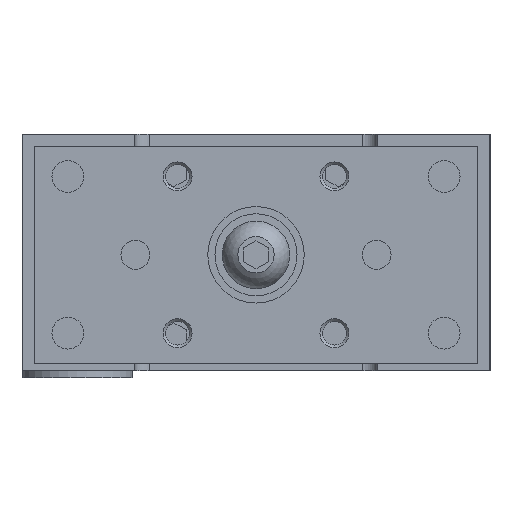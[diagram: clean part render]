
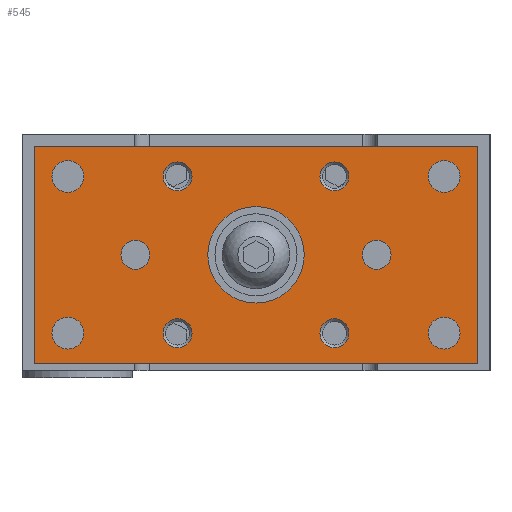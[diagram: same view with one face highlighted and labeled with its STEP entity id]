
A CAD part, left-side view. The second image highlights one B-rep face of the part: STEP entity #545.
In plain terms, the highlighted planar face has unit normal (-1, 0, 0).
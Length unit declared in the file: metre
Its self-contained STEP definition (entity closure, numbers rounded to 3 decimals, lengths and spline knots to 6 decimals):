
#545 = ADVANCED_FACE( '', ( #1411, #1412, #1413, #1414, #1415, #1416, #1417, #1418, #1419, #1420, #1421, #1422 ), #1423, .T. );
#1411 = FACE_OUTER_BOUND( '', #2793, .T. );
#1412 = FACE_BOUND( '', #2794, .T. );
#1413 = FACE_BOUND( '', #2795, .T. );
#1414 = FACE_BOUND( '', #2796, .T. );
#1415 = FACE_BOUND( '', #2797, .T. );
#1416 = FACE_BOUND( '', #2798, .T. );
#1417 = FACE_BOUND( '', #2799, .T. );
#1418 = FACE_BOUND( '', #2800, .T. );
#1419 = FACE_BOUND( '', #2801, .T. );
#1420 = FACE_BOUND( '', #2802, .T. );
#1421 = FACE_BOUND( '', #2803, .T. );
#1422 = FACE_BOUND( '', #2804, .T. );
#1423 = PLANE( '', #2805 );
#2793 = EDGE_LOOP( '', ( #4443, #4444, #4445, #4446 ) );
#2794 = EDGE_LOOP( '', ( #4447 ) );
#2795 = EDGE_LOOP( '', ( #4448 ) );
#2796 = EDGE_LOOP( '', ( #4449 ) );
#2797 = EDGE_LOOP( '', ( #4450 ) );
#2798 = EDGE_LOOP( '', ( #4451 ) );
#2799 = EDGE_LOOP( '', ( #4452 ) );
#2800 = EDGE_LOOP( '', ( #4453 ) );
#2801 = EDGE_LOOP( '', ( #4454 ) );
#2802 = EDGE_LOOP( '', ( #4455 ) );
#2803 = EDGE_LOOP( '', ( #4456 ) );
#2804 = EDGE_LOOP( '', ( #4457 ) );
#2805 = AXIS2_PLACEMENT_3D( '', #4458, #4459, #4460 );
#4443 = ORIENTED_EDGE( '', *, *, #6880, .T. );
#4444 = ORIENTED_EDGE( '', *, *, #6881, .T. );
#4445 = ORIENTED_EDGE( '', *, *, #6882, .T. );
#4446 = ORIENTED_EDGE( '', *, *, #6883, .T. );
#4447 = ORIENTED_EDGE( '', *, *, #6884, .T. );
#4448 = ORIENTED_EDGE( '', *, *, #6885, .F. );
#4449 = ORIENTED_EDGE( '', *, *, #6886, .F. );
#4450 = ORIENTED_EDGE( '', *, *, #6887, .T. );
#4451 = ORIENTED_EDGE( '', *, *, #6644, .T. );
#4452 = ORIENTED_EDGE( '', *, *, #6888, .F. );
#4453 = ORIENTED_EDGE( '', *, *, #6889, .T. );
#4454 = ORIENTED_EDGE( '', *, *, #6623, .F. );
#4455 = ORIENTED_EDGE( '', *, *, #6890, .F. );
#4456 = ORIENTED_EDGE( '', *, *, #6891, .T. );
#4457 = ORIENTED_EDGE( '', *, *, #6669, .T. );
#4458 = CARTESIAN_POINT( '', ( -0.019, -0.046, -0.0025 ) );
#4459 = DIRECTION( '', ( -1., 0., 0. ) );
#4460 = DIRECTION( '', ( 0., 0., 1. ) );
#6623 = EDGE_CURVE( '', #7647, #7647, #7648, .T. );
#6644 = EDGE_CURVE( '', #7681, #7681, #7682, .T. );
#6669 = EDGE_CURVE( '', #7722, #7722, #7723, .T. );
#6880 = EDGE_CURVE( '', #8073, #8074, #8075, .T. );
#6881 = EDGE_CURVE( '', #8074, #8076, #8077, .T. );
#6882 = EDGE_CURVE( '', #8076, #8078, #8079, .T. );
#6883 = EDGE_CURVE( '', #8078, #8073, #8080, .T. );
#6884 = EDGE_CURVE( '', #8081, #8081, #8082, .T. );
#6885 = EDGE_CURVE( '', #8083, #8083, #8084, .T. );
#6886 = EDGE_CURVE( '', #8085, #8085, #8086, .T. );
#6887 = EDGE_CURVE( '', #8087, #8087, #8088, .T. );
#6888 = EDGE_CURVE( '', #8089, #8089, #8090, .T. );
#6889 = EDGE_CURVE( '', #8091, #8091, #8092, .T. );
#6890 = EDGE_CURVE( '', #8093, #8093, #8094, .T. );
#6891 = EDGE_CURVE( '', #8095, #8095, #8096, .T. );
#7647 = VERTEX_POINT( '', #9159 );
#7648 = CIRCLE( '', #9160, 0.003 );
#7681 = VERTEX_POINT( '', #9207 );
#7682 = CIRCLE( '', #9208, 0.003 );
#7722 = VERTEX_POINT( '', #9254 );
#7723 = CIRCLE( '', #9255, 0.01 );
#8073 = VERTEX_POINT( '', #9827 );
#8074 = VERTEX_POINT( '', #9828 );
#8075 = LINE( '', #9829, #9830 );
#8076 = VERTEX_POINT( '', #9831 );
#8077 = LINE( '', #9832, #9833 );
#8078 = VERTEX_POINT( '', #9834 );
#8079 = LINE( '', #9835, #9836 );
#8080 = LINE( '', #9837, #9838 );
#8081 = VERTEX_POINT( '', #9839 );
#8082 = CIRCLE( '', #9840, 0.0033 );
#8083 = VERTEX_POINT( '', #9841 );
#8084 = CIRCLE( '', #9842, 0.0033 );
#8085 = VERTEX_POINT( '', #9843 );
#8086 = CIRCLE( '', #9844, 0.0033 );
#8087 = VERTEX_POINT( '', #9845 );
#8088 = CIRCLE( '', #9846, 0.0033 );
#8089 = VERTEX_POINT( '', #9847 );
#8090 = CIRCLE( '', #9848, 0.003 );
#8091 = VERTEX_POINT( '', #9849 );
#8092 = CIRCLE( '', #9850, 0.003 );
#8093 = VERTEX_POINT( '', #9851 );
#8094 = CIRCLE( '', #9852, 0.003 );
#8095 = VERTEX_POINT( '', #9853 );
#8096 = CIRCLE( '', #9854, 0.003 );
#9159 = CARTESIAN_POINT( '', ( -0.019, -0.01925, -0.00875 ) );
#9160 = AXIS2_PLACEMENT_3D( '', #11379, #11380, #11381 );
#9207 = CARTESIAN_POINT( '', ( -0.019, 0.028, -0.025 ) );
#9208 = AXIS2_PLACEMENT_3D( '', #11412, #11413, #11414 );
#9254 = CARTESIAN_POINT( '', ( -0.019, 0.01, -0.025 ) );
#9255 = AXIS2_PLACEMENT_3D( '', #11451, #11452, #11453 );
#9827 = CARTESIAN_POINT( '', ( -0.019, -0.046, -0.0475 ) );
#9828 = CARTESIAN_POINT( '', ( -0.019, -0.046, -0.0025 ) );
#9829 = CARTESIAN_POINT( '', ( -0.019, -0.046, -0.0475 ) );
#9830 = VECTOR( '', #11735, 1. );
#9831 = CARTESIAN_POINT( '', ( -0.019, 0.046, -0.0025 ) );
#9832 = CARTESIAN_POINT( '', ( -0.019, -0.046, -0.0025 ) );
#9833 = VECTOR( '', #11736, 1. );
#9834 = CARTESIAN_POINT( '', ( -0.019, 0.046, -0.0475 ) );
#9835 = CARTESIAN_POINT( '', ( -0.019, 0.046, -0.0025 ) );
#9836 = VECTOR( '', #11737, 1. );
#9837 = CARTESIAN_POINT( '', ( -0.019, 0.046, -0.0475 ) );
#9838 = VECTOR( '', #11738, 1. );
#9839 = CARTESIAN_POINT( '', ( -0.019, 0.0357, -0.00875 ) );
#9840 = AXIS2_PLACEMENT_3D( '', #11739, #11740, #11741 );
#9841 = CARTESIAN_POINT( '', ( -0.019, -0.0357, -0.00875 ) );
#9842 = AXIS2_PLACEMENT_3D( '', #11742, #11743, #11744 );
#9843 = CARTESIAN_POINT( '', ( -0.019, 0.0357, -0.04125 ) );
#9844 = AXIS2_PLACEMENT_3D( '', #11745, #11746, #11747 );
#9845 = CARTESIAN_POINT( '', ( -0.019, -0.0357, -0.04125 ) );
#9846 = AXIS2_PLACEMENT_3D( '', #11748, #11749, #11750 );
#9847 = CARTESIAN_POINT( '', ( -0.019, -0.028, -0.025 ) );
#9848 = AXIS2_PLACEMENT_3D( '', #11751, #11752, #11753 );
#9849 = CARTESIAN_POINT( '', ( -0.019, 0.01925, -0.00875 ) );
#9850 = AXIS2_PLACEMENT_3D( '', #11754, #11755, #11756 );
#9851 = CARTESIAN_POINT( '', ( -0.019, 0.01925, -0.04125 ) );
#9852 = AXIS2_PLACEMENT_3D( '', #11757, #11758, #11759 );
#9853 = CARTESIAN_POINT( '', ( -0.019, -0.01925, -0.04125 ) );
#9854 = AXIS2_PLACEMENT_3D( '', #11760, #11761, #11762 );
#11379 = CARTESIAN_POINT( '', ( -0.019, -0.01625, -0.00875 ) );
#11380 = DIRECTION( '', ( -1., 0., 0. ) );
#11381 = DIRECTION( '', ( 0., -1., 0. ) );
#11412 = CARTESIAN_POINT( '', ( -0.019, 0.025, -0.025 ) );
#11413 = DIRECTION( '', ( 1., 0., 0. ) );
#11414 = DIRECTION( '', ( 0., 1., 0. ) );
#11451 = CARTESIAN_POINT( '', ( -0.019, 0., -0.025 ) );
#11452 = DIRECTION( '', ( 1., 0., 0. ) );
#11453 = DIRECTION( '', ( 0., 1., 0. ) );
#11735 = DIRECTION( '', ( 0., 0., 1. ) );
#11736 = DIRECTION( '', ( 0., 1., 0. ) );
#11737 = DIRECTION( '', ( 0., 0., -1. ) );
#11738 = DIRECTION( '', ( 0., -1., 0. ) );
#11739 = CARTESIAN_POINT( '', ( -0.019, 0.039, -0.00875 ) );
#11740 = DIRECTION( '', ( 1., 0., 0. ) );
#11741 = DIRECTION( '', ( 0., -1., 0. ) );
#11742 = CARTESIAN_POINT( '', ( -0.019, -0.039, -0.00875 ) );
#11743 = DIRECTION( '', ( -1., 0., 0. ) );
#11744 = DIRECTION( '', ( 0., 1., 0. ) );
#11745 = CARTESIAN_POINT( '', ( -0.019, 0.039, -0.04125 ) );
#11746 = DIRECTION( '', ( -1., 0., 0. ) );
#11747 = DIRECTION( '', ( 0., -1., 0. ) );
#11748 = CARTESIAN_POINT( '', ( -0.019, -0.039, -0.04125 ) );
#11749 = DIRECTION( '', ( 1., 0., 0. ) );
#11750 = DIRECTION( '', ( 0., 1., 0. ) );
#11751 = CARTESIAN_POINT( '', ( -0.019, -0.025, -0.025 ) );
#11752 = DIRECTION( '', ( -1., 0., 0. ) );
#11753 = DIRECTION( '', ( 0., -1., 0. ) );
#11754 = CARTESIAN_POINT( '', ( -0.019, 0.01625, -0.00875 ) );
#11755 = DIRECTION( '', ( 1., 0., 0. ) );
#11756 = DIRECTION( '', ( 0., 1., 0. ) );
#11757 = CARTESIAN_POINT( '', ( -0.019, 0.01625, -0.04125 ) );
#11758 = DIRECTION( '', ( -1., 0., 0. ) );
#11759 = DIRECTION( '', ( 0., 1., 0. ) );
#11760 = CARTESIAN_POINT( '', ( -0.019, -0.01625, -0.04125 ) );
#11761 = DIRECTION( '', ( 1., 0., 0. ) );
#11762 = DIRECTION( '', ( 0., -1., 0. ) );
